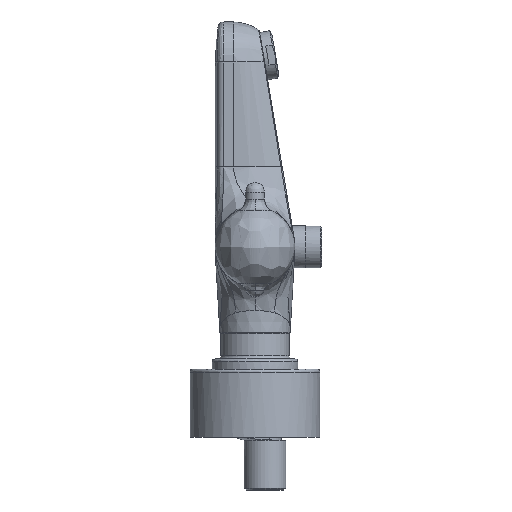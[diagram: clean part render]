
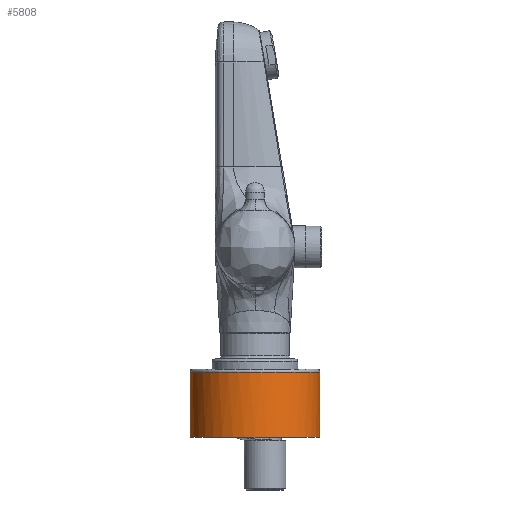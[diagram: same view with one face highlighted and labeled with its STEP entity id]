
A CAD part, left-side view. The second image highlights one B-rep face of the part: STEP entity #5808.
In plain terms, the highlighted cylindrical face has radius 32.5 mm (diameter 65 mm), a full revolution.
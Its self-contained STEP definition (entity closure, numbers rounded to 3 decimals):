
#264 = DIRECTION ( 'NONE',  ( 0., 0., -1. ) ) ;
#381 = AXIS2_PLACEMENT_3D ( 'NONE', #6617, #264, #7687 ) ;
#1173 = CIRCLE ( 'NONE', #2965, 32.5 ) ;
#1223 = DIRECTION ( 'NONE',  ( 0., 0., -1. ) ) ;
#1230 = CARTESIAN_POINT ( 'NONE',  ( -42.5, 0., 32.5 ) ) ;
#1601 = EDGE_LOOP ( 'NONE', ( #9835 ) ) ;
#2295 = CARTESIAN_POINT ( 'NONE',  ( -42.5, 0., 0. ) ) ;
#2965 = AXIS2_PLACEMENT_3D ( 'NONE', #7576, #1223, #8610 ) ;
#3409 = FACE_OUTER_BOUND ( 'NONE', #1601, .T. ) ;
#3587 = ORIENTED_EDGE ( 'NONE', *, *, #10465, .T. ) ;
#3726 = DIRECTION ( 'NONE',  ( 0., 0., -1. ) ) ;
#4110 = VERTEX_POINT ( 'NONE', #2295 ) ;
#5133 = AXIS2_PLACEMENT_3D ( 'NONE', #7930, #3726, #10118 ) ;
#5808 = ADVANCED_FACE ( 'NONE', ( #3409, #12022 ), #6305, .T. ) ;
#6305 = CYLINDRICAL_SURFACE ( 'NONE', #5133, 32.5 ) ;
#6617 = CARTESIAN_POINT ( 'NONE',  ( -75., 0., 32.5 ) ) ;
#7576 = CARTESIAN_POINT ( 'NONE',  ( -75., 0., 0. ) ) ;
#7687 = DIRECTION ( 'NONE',  ( 1., 0., 0. ) ) ;
#7930 = CARTESIAN_POINT ( 'NONE',  ( -75., 0., 17. ) ) ;
#8553 = VERTEX_POINT ( 'NONE', #1230 ) ;
#8610 = DIRECTION ( 'NONE',  ( 1., 0., 0. ) ) ;
#8940 = CIRCLE ( 'NONE', #381, 32.5 ) ;
#9835 = ORIENTED_EDGE ( 'NONE', *, *, #10837, .F. ) ;
#10118 = DIRECTION ( 'NONE',  ( 1., 0., 0. ) ) ;
#10421 = EDGE_LOOP ( 'NONE', ( #3587 ) ) ;
#10465 = EDGE_CURVE ( 'NONE', #8553, #8553, #8940, .T. ) ;
#10837 = EDGE_CURVE ( 'NONE', #4110, #4110, #1173, .T. ) ;
#12022 = FACE_OUTER_BOUND ( 'NONE', #10421, .T. ) ;
